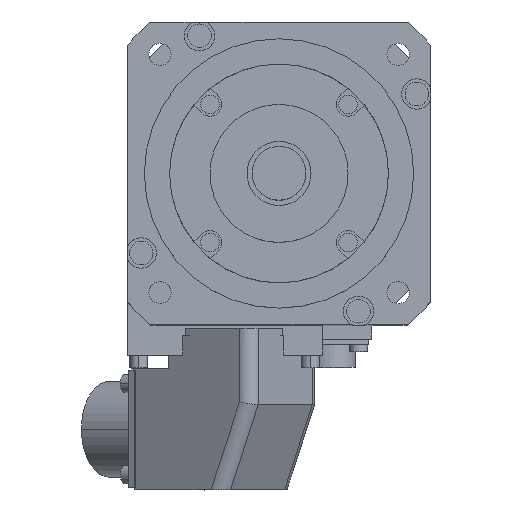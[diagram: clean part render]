
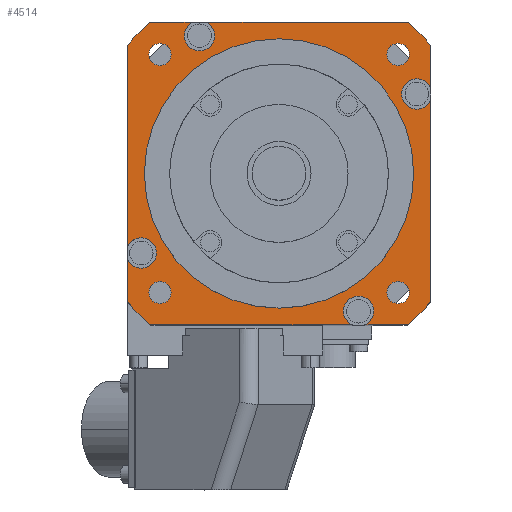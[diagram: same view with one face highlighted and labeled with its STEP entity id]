
A CAD part, top view. The second image highlights one B-rep face of the part: STEP entity #4514.
In plain terms, the highlighted planar face has unit normal (0, 0, 1).
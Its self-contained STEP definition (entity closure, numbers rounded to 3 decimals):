
#22=CARTESIAN_POINT('',(-40.92,-23.625,0.));
#23=DIRECTION('',(0.,0.,1.));
#24=DIRECTION('',(-0.907,-0.422,0.));
#25=AXIS2_PLACEMENT_3D('',#22,#23,#24);
#27=CARTESIAN_POINT('',(0.,0.,0.));
#28=DIRECTION('',(0.,0.,-1.));
#29=DIRECTION('',(-0.763,0.647,0.));
#30=AXIS2_PLACEMENT_3D('',#27,#28,#29);
#32=CARTESIAN_POINT('',(-23.625,40.92,0.));
#33=DIRECTION('',(0.,0.,1.));
#34=DIRECTION('',(-0.422,0.907,0.));
#35=AXIS2_PLACEMENT_3D('',#32,#33,#34);
#37=CARTESIAN_POINT('',(0.,0.,0.));
#38=DIRECTION('',(0.,0.,-1.));
#39=DIRECTION('',(0.647,0.763,0.));
#40=AXIS2_PLACEMENT_3D('',#37,#38,#39);
#42=CARTESIAN_POINT('',(40.92,23.625,0.));
#43=DIRECTION('',(0.,0.,1.));
#44=DIRECTION('',(0.907,0.422,0.));
#45=AXIS2_PLACEMENT_3D('',#42,#43,#44);
#47=CARTESIAN_POINT('',(0.,0.,0.));
#48=DIRECTION('',(0.,0.,-1.));
#49=DIRECTION('',(0.763,-0.647,0.));
#50=AXIS2_PLACEMENT_3D('',#47,#48,#49);
#52=CARTESIAN_POINT('',(23.625,-40.92,0.));
#53=DIRECTION('',(0.,0.,1.));
#54=DIRECTION('',(0.422,-0.907,0.));
#55=AXIS2_PLACEMENT_3D('',#52,#53,#54);
#57=CARTESIAN_POINT('',(0.,0.,0.));
#58=DIRECTION('',(0.,0.,-1.));
#59=DIRECTION('',(-0.647,-0.763,0.));
#60=AXIS2_PLACEMENT_3D('',#57,#58,#59);
#62=CARTESIAN_POINT('',(0.,0.,0.));
#63=DIRECTION('',(0.,0.,1.));
#64=DIRECTION('',(-1.,0.,0.));
#65=AXIS2_PLACEMENT_3D('',#62,#63,#64);
#67=CARTESIAN_POINT('',(0.,0.,0.));
#68=DIRECTION('',(0.,0.,1.));
#69=DIRECTION('',(1.,0.,0.));
#70=AXIS2_PLACEMENT_3D('',#67,#68,#69);
#72=CARTESIAN_POINT('',(-35.355,35.355,0.));
#73=DIRECTION('',(0.,0.,1.));
#74=DIRECTION('',(1.,0.,0.));
#75=AXIS2_PLACEMENT_3D('',#72,#73,#74);
#77=CARTESIAN_POINT('',(-35.355,35.355,0.));
#78=DIRECTION('',(0.,0.,1.));
#79=DIRECTION('',(-1.,0.,0.));
#80=AXIS2_PLACEMENT_3D('',#77,#78,#79);
#82=CARTESIAN_POINT('',(-35.355,-35.355,0.));
#83=DIRECTION('',(0.,0.,1.));
#84=DIRECTION('',(0.,1.,0.));
#85=AXIS2_PLACEMENT_3D('',#82,#83,#84);
#87=CARTESIAN_POINT('',(-35.355,-35.355,0.));
#88=DIRECTION('',(0.,0.,1.));
#89=DIRECTION('',(0.,-1.,0.));
#90=AXIS2_PLACEMENT_3D('',#87,#88,#89);
#92=CARTESIAN_POINT('',(35.355,-35.355,0.));
#93=DIRECTION('',(0.,0.,1.));
#94=DIRECTION('',(-1.,0.,0.));
#95=AXIS2_PLACEMENT_3D('',#92,#93,#94);
#97=CARTESIAN_POINT('',(35.355,-35.355,0.));
#98=DIRECTION('',(0.,0.,1.));
#99=DIRECTION('',(1.,0.,0.));
#100=AXIS2_PLACEMENT_3D('',#97,#98,#99);
#102=CARTESIAN_POINT('',(35.355,35.355,0.));
#103=DIRECTION('',(0.,0.,1.));
#104=DIRECTION('',(0.,-1.,0.));
#105=AXIS2_PLACEMENT_3D('',#102,#103,#104);
#107=CARTESIAN_POINT('',(35.355,35.355,0.));
#108=DIRECTION('',(0.,0.,1.));
#109=DIRECTION('',(0.,1.,0.));
#110=AXIS2_PLACEMENT_3D('',#107,#108,#109);
#124=DIRECTION('',(0.,-1.,0.));
#125=VECTOR('',#124,59.884);
#126=CARTESIAN_POINT('',(-45.,38.158,0.));
#127=LINE('',#126,#125);
#136=DIRECTION('',(0.,-1.,0.));
#137=VECTOR('',#136,12.634);
#138=CARTESIAN_POINT('',(-45.,-25.523,0.));
#139=LINE('',#138,#137);
#2013=DIRECTION('',(1.,0.,0.));
#2014=VECTOR('',#2013,59.884);
#2015=CARTESIAN_POINT('',(-38.158,-45.,0.));
#2016=LINE('',#2015,#2014);
#2017=DIRECTION('',(1.,0.,0.));
#2018=VECTOR('',#2017,12.634);
#2019=CARTESIAN_POINT('',(25.523,-45.,0.));
#2020=LINE('',#2019,#2018);
#2049=DIRECTION('',(0.,1.,0.));
#2050=VECTOR('',#2049,59.884);
#2051=CARTESIAN_POINT('',(45.,-38.158,0.));
#2052=LINE('',#2051,#2050);
#2053=DIRECTION('',(0.,1.,0.));
#2054=VECTOR('',#2053,12.634);
#2055=CARTESIAN_POINT('',(45.,25.523,0.));
#2056=LINE('',#2055,#2054);
#2368=DIRECTION('',(-1.,0.,0.));
#2369=VECTOR('',#2368,59.884);
#2370=CARTESIAN_POINT('',(38.158,45.,0.));
#2371=LINE('',#2370,#2369);
#2372=DIRECTION('',(-1.,0.,0.));
#2373=VECTOR('',#2372,12.634);
#2374=CARTESIAN_POINT('',(-25.523,45.,0.));
#2375=LINE('',#2374,#2373);
#3412=CARTESIAN_POINT('',(-40.,0.,0.));
#3413=CARTESIAN_POINT('',(40.,0.,0.));
#3414=VERTEX_POINT('',#3412);
#3415=VERTEX_POINT('',#3413);
#3416=CARTESIAN_POINT('',(-45.,38.158,0.));
#3417=CARTESIAN_POINT('',(-45.,-21.727,0.));
#3418=VERTEX_POINT('',#3416);
#3419=VERTEX_POINT('',#3417);
#3420=CARTESIAN_POINT('',(-38.158,45.,0.));
#3421=VERTEX_POINT('',#3420);
#3422=CARTESIAN_POINT('',(-25.523,45.,0.));
#3423=VERTEX_POINT('',#3422);
#3424=CARTESIAN_POINT('',(38.158,45.,0.));
#3425=CARTESIAN_POINT('',(-21.727,45.,0.));
#3426=VERTEX_POINT('',#3424);
#3427=VERTEX_POINT('',#3425);
#3428=CARTESIAN_POINT('',(45.,38.158,0.));
#3429=VERTEX_POINT('',#3428);
#3430=CARTESIAN_POINT('',(45.,25.523,0.));
#3431=VERTEX_POINT('',#3430);
#3432=CARTESIAN_POINT('',(45.,-38.158,0.));
#3433=CARTESIAN_POINT('',(45.,21.727,0.));
#3434=VERTEX_POINT('',#3432);
#3435=VERTEX_POINT('',#3433);
#3436=CARTESIAN_POINT('',(38.158,-45.,0.));
#3437=VERTEX_POINT('',#3436);
#3438=CARTESIAN_POINT('',(25.523,-45.,0.));
#3439=VERTEX_POINT('',#3438);
#3440=CARTESIAN_POINT('',(-38.158,-45.,0.));
#3441=CARTESIAN_POINT('',(21.727,-45.,0.));
#3442=VERTEX_POINT('',#3440);
#3443=VERTEX_POINT('',#3441);
#3444=CARTESIAN_POINT('',(-45.,-38.158,0.));
#3445=VERTEX_POINT('',#3444);
#3446=CARTESIAN_POINT('',(-45.,-25.523,0.));
#3447=VERTEX_POINT('',#3446);
#3448=CARTESIAN_POINT('',(-32.055,35.355,0.));
#3449=CARTESIAN_POINT('',(-38.655,35.355,0.));
#3450=VERTEX_POINT('',#3448);
#3451=VERTEX_POINT('',#3449);
#3452=CARTESIAN_POINT('',(-35.355,-32.055,0.));
#3453=CARTESIAN_POINT('',(-35.355,-38.655,0.));
#3454=VERTEX_POINT('',#3452);
#3455=VERTEX_POINT('',#3453);
#3456=CARTESIAN_POINT('',(32.055,-35.355,0.));
#3457=CARTESIAN_POINT('',(38.655,-35.355,0.));
#3458=VERTEX_POINT('',#3456);
#3459=VERTEX_POINT('',#3457);
#3460=CARTESIAN_POINT('',(35.355,32.055,0.));
#3461=CARTESIAN_POINT('',(35.355,38.655,0.));
#3462=VERTEX_POINT('',#3460);
#3463=VERTEX_POINT('',#3461);
#4446=CARTESIAN_POINT('',(0.,0.,0.));
#4447=DIRECTION('',(0.,0.,1.));
#4448=DIRECTION('',(-1.,0.,0.));
#4449=AXIS2_PLACEMENT_3D('',#4446,#4447,#4448);
#4450=PLANE('',#4449);
#4452=ORIENTED_EDGE('',*,*,#4451,.T.);
#4454=ORIENTED_EDGE('',*,*,#4453,.F.);
#4456=ORIENTED_EDGE('',*,*,#4455,.T.);
#4458=ORIENTED_EDGE('',*,*,#4457,.F.);
#4460=ORIENTED_EDGE('',*,*,#4459,.T.);
#4462=ORIENTED_EDGE('',*,*,#4461,.F.);
#4464=ORIENTED_EDGE('',*,*,#4463,.T.);
#4466=ORIENTED_EDGE('',*,*,#4465,.F.);
#4468=ORIENTED_EDGE('',*,*,#4467,.T.);
#4470=ORIENTED_EDGE('',*,*,#4469,.F.);
#4472=ORIENTED_EDGE('',*,*,#4471,.T.);
#4474=ORIENTED_EDGE('',*,*,#4473,.F.);
#4476=ORIENTED_EDGE('',*,*,#4475,.T.);
#4478=ORIENTED_EDGE('',*,*,#4477,.F.);
#4480=ORIENTED_EDGE('',*,*,#4479,.T.);
#4482=ORIENTED_EDGE('',*,*,#4481,.F.);
#4483=EDGE_LOOP('',(#4452,#4454,#4456,#4458,#4460,#4462,#4464,#4466,#4468,#4470,
#4472,#4474,#4476,#4478,#4480,#4482));
#4484=FACE_OUTER_BOUND('',#4483,.F.);
#4485=ORIENTED_EDGE('',*,*,#4436,.T.);
#4487=ORIENTED_EDGE('',*,*,#4486,.T.);
#4488=EDGE_LOOP('',(#4485,#4487));
#4489=FACE_BOUND('',#4488,.F.);
#4491=ORIENTED_EDGE('',*,*,#4490,.T.);
#4493=ORIENTED_EDGE('',*,*,#4492,.T.);
#4494=EDGE_LOOP('',(#4491,#4493));
#4495=FACE_BOUND('',#4494,.F.);
#4497=ORIENTED_EDGE('',*,*,#4496,.T.);
#4499=ORIENTED_EDGE('',*,*,#4498,.T.);
#4500=EDGE_LOOP('',(#4497,#4499));
#4501=FACE_BOUND('',#4500,.F.);
#4503=ORIENTED_EDGE('',*,*,#4502,.T.);
#4505=ORIENTED_EDGE('',*,*,#4504,.T.);
#4506=EDGE_LOOP('',(#4503,#4505));
#4507=FACE_BOUND('',#4506,.F.);
#4509=ORIENTED_EDGE('',*,*,#4508,.T.);
#4511=ORIENTED_EDGE('',*,*,#4510,.T.);
#4512=EDGE_LOOP('',(#4509,#4511));
#4513=FACE_BOUND('',#4512,.F.);
#4514=ADVANCED_FACE('',(#4484,#4489,#4495,#4501,#4507,#4513),#4450,.T.);
#26=CIRCLE('',#25,4.5);
#31=CIRCLE('',#30,59.);
#36=CIRCLE('',#35,4.5);
#41=CIRCLE('',#40,59.);
#46=CIRCLE('',#45,4.5);
#51=CIRCLE('',#50,59.);
#56=CIRCLE('',#55,4.5);
#61=CIRCLE('',#60,59.);
#66=CIRCLE('',#65,40.);
#71=CIRCLE('',#70,40.);
#76=CIRCLE('',#75,3.3);
#81=CIRCLE('',#80,3.3);
#86=CIRCLE('',#85,3.3);
#91=CIRCLE('',#90,3.3);
#96=CIRCLE('',#95,3.3);
#101=CIRCLE('',#100,3.3);
#106=CIRCLE('',#105,3.3);
#111=CIRCLE('',#110,3.3);
#4436=EDGE_CURVE('',#3414,#3415,#66,.T.);
#4451=EDGE_CURVE('',#3447,#3419,#26,.T.);
#4453=EDGE_CURVE('',#3418,#3419,#127,.T.);
#4455=EDGE_CURVE('',#3418,#3421,#31,.T.);
#4457=EDGE_CURVE('',#3423,#3421,#2375,.T.);
#4459=EDGE_CURVE('',#3423,#3427,#36,.T.);
#4461=EDGE_CURVE('',#3426,#3427,#2371,.T.);
#4463=EDGE_CURVE('',#3426,#3429,#41,.T.);
#4465=EDGE_CURVE('',#3431,#3429,#2056,.T.);
#4467=EDGE_CURVE('',#3431,#3435,#46,.T.);
#4469=EDGE_CURVE('',#3434,#3435,#2052,.T.);
#4471=EDGE_CURVE('',#3434,#3437,#51,.T.);
#4473=EDGE_CURVE('',#3439,#3437,#2020,.T.);
#4475=EDGE_CURVE('',#3439,#3443,#56,.T.);
#4477=EDGE_CURVE('',#3442,#3443,#2016,.T.);
#4479=EDGE_CURVE('',#3442,#3445,#61,.T.);
#4481=EDGE_CURVE('',#3447,#3445,#139,.T.);
#4486=EDGE_CURVE('',#3415,#3414,#71,.T.);
#4490=EDGE_CURVE('',#3450,#3451,#76,.T.);
#4492=EDGE_CURVE('',#3451,#3450,#81,.T.);
#4496=EDGE_CURVE('',#3454,#3455,#86,.T.);
#4498=EDGE_CURVE('',#3455,#3454,#91,.T.);
#4502=EDGE_CURVE('',#3458,#3459,#96,.T.);
#4504=EDGE_CURVE('',#3459,#3458,#101,.T.);
#4508=EDGE_CURVE('',#3462,#3463,#106,.T.);
#4510=EDGE_CURVE('',#3463,#3462,#111,.T.);
